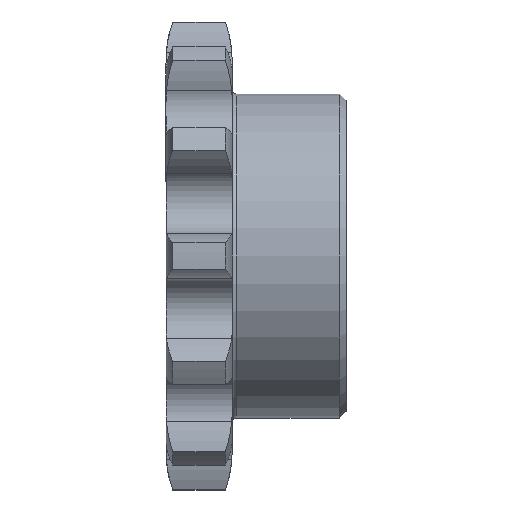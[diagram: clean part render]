
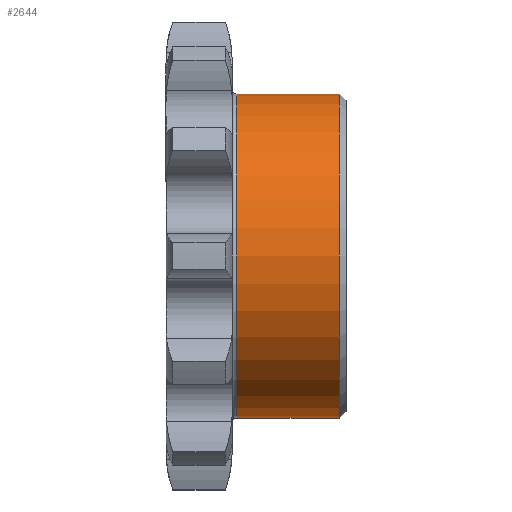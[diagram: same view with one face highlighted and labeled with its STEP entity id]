
A CAD part, front view. The second image highlights one B-rep face of the part: STEP entity #2644.
In plain terms, the highlighted cylindrical face has radius 28.575 mm (diameter 57.15 mm), a partial arc.
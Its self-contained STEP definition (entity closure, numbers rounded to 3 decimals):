
#2518=CARTESIAN_POINT('POINT161',(12.447,
   0.,-28.575));
#2519=VERTEX_POINT('VERTEX161',#2518);
#2528=CARTESIAN_POINT('POINT162',(12.447,
   0.,28.575));
#2529=VERTEX_POINT('VERTEX162',#2528);
#2553=CARTESIAN_POINT('POS138',(12.447,0.,
   0.));
#2554=DIRECTION('DIR221',(-1.,0.,0.));
#2555=DIRECTION('DIR222',(0.,0.,-1.));
#2556=AXIS2_PLACEMENT_3D('AXIS84',#2553,#2554,#2555);
#2557=CIRCLE('ELLIPSE40',#2556,28.575);
#2558=EDGE_CURVE('EDGE246',#2519,#2529,#2557,.T.);
#2605=CARTESIAN_POINT('POINT165',(30.584,0.,
   -28.575));
#2606=VERTEX_POINT('VERTEX165',#2605);
#2607=CARTESIAN_POINT('POS143',(21.121,0.,
   -28.575));
#2608=DIRECTION('DIR229',(-1.,0.,0.));
#2609=VECTOR('VEC57',#2608,1.);
#2610=LINE('STRAIGHT57',#2607,#2609);
#2611=EDGE_CURVE('EDGE251',#2606,#2519,#2610,.T.);
#2614=CARTESIAN_POINT('POINT166',(30.584,0.,
   28.575));
#2615=VERTEX_POINT('VERTEX166',#2614);
#2616=CARTESIAN_POINT('POS144',(21.121,0.,
   28.575));
#2617=DIRECTION('DIR230',(1.,0.,0.));
#2618=VECTOR('VEC58',#2617,1.);
#2619=LINE('STRAIGHT58',#2616,#2618);
#2620=EDGE_CURVE('EDGE252',#2529,#2615,#2619,.T.);
#2622=CARTESIAN_POINT('POS145',(30.584,0.,
   0.));
#2623=DIRECTION('DIR231',(-1.,0.,0.));
#2624=DIRECTION('DIR232',(0.,0.,-1.));
#2625=AXIS2_PLACEMENT_3D('AXIS87',#2622,#2623,#2624);
#2626=CIRCLE('ELLIPSE42',#2625,28.575);
#2631=CARTESIAN_POINT('POS146',(21.121,0.,
   0.));
#2632=DIRECTION('DIR233',(-1.,0.,0.));
#2633=DIRECTION('DIR234',(0.,0.,-1.));
#2634=AXIS2_PLACEMENT_3D('AXIS88',#2631,#2632,#2633);
#2635=CYLINDRICAL_SURFACE('CONE_SURF41',#2634,28.575);
#2637=ORIENTED_EDGE('COEDGE501',*,*,#2611,.F.);
#2638=EDGE_CURVE('EDGE254',#2606,#2615,#2626,.T.);
#2639=ORIENTED_EDGE('COEDGE502',*,*,#2638,.T.);
#2640=ORIENTED_EDGE('COEDGE503',*,*,#2620,.F.);
#2641=ORIENTED_EDGE('COEDGE504',*,*,#2558,.F.);
#2642=EDGE_LOOP('NONE',(#2637,#2639,#2640,#2641));
#2643=FACE_BOUND('LOOP1',#2642,.T.);
#2644=ADVANCED_FACE('FACE90',(#2643),#2635,.T.);
